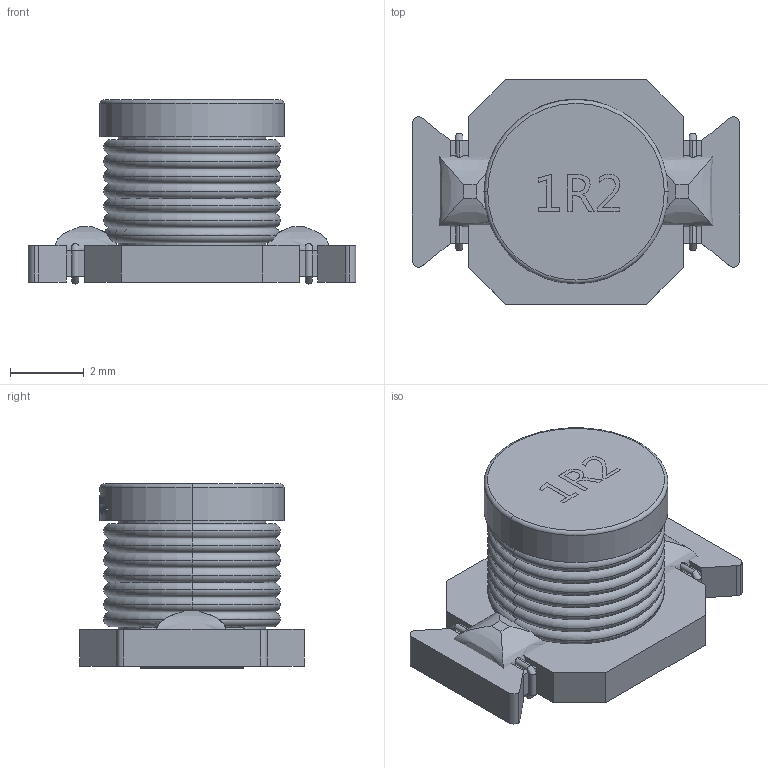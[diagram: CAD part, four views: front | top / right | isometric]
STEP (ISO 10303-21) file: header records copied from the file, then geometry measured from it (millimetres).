
FILE_DESCRIPTION (( 'STEP AP214' ), '1' );
FILE_NAME ('IND-SMD_L8.9-W6.1-H5.0.step', '2022-07-09T01:00:05', ( '' ), ( '' ), 'SwSTEP 2.0', 'SolidWorks 2020', '' );
FILE_SCHEMA (( 'AUTOMOTIVE_DESIGN' ));
Length unit declared in the file: millimetre
Products named in the file (1): IND-SMD_L8.9-W6.1-H5.0
Bounding box: 8.89 x 6.1 x 5 mm (x, y, z)
Volume: 132.4 mm3; surface area: 510.1 mm2
Topology: 19 solids, 19 shells, 439 faces, 1158 edges, 720 vertices
Faces by surface type: plane 155, bspline 143, torus 82, cylinder 59
Entity records: 20191 total; most frequent: CARTESIAN_POINT 5447, ORIENTED_EDGE 2268, DIRECTION 1597, EDGE_CURVE 1134, VERTEX_POINT 720, AXIS2_PLACEMENT_3D 617, EDGE_LOOP 466, UNCERTAINTY_MEASURE_WITH_UNIT 460
